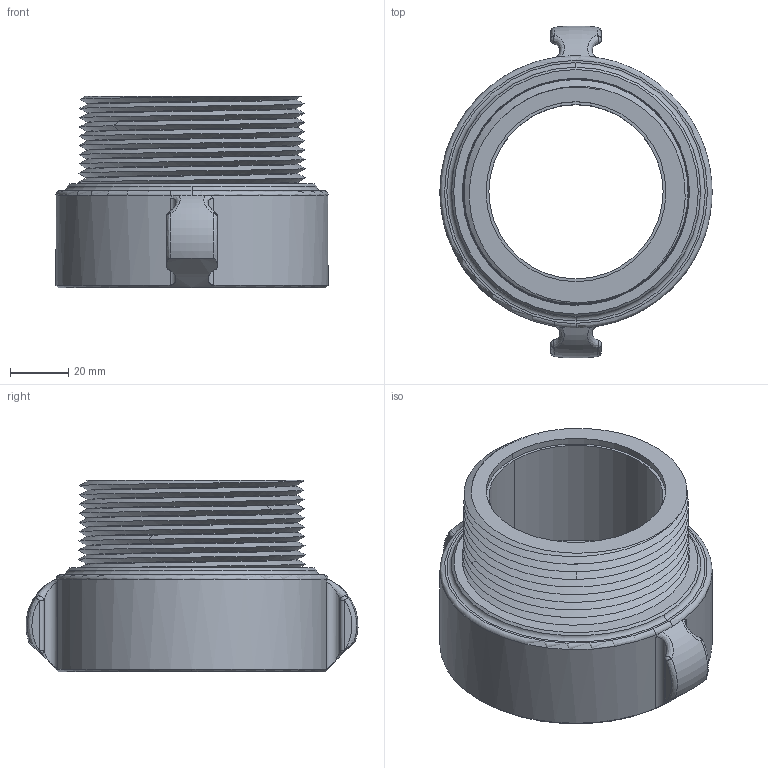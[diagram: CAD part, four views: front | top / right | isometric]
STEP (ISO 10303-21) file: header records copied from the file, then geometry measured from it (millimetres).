
FILE_DESCRIPTION((''),'2;1');
FILE_NAME('C04503_NH_NPT','2013-04-25T',('cknei'),(''),'PRO/ENGINEER BY PARAMETRIC TECHNOLOGY CORPORATION, 2011180','PRO/ENGINEER BY PARAMETRIC TECHNOLOGY CORPORATION, 2011180','');
FILE_SCHEMA(('CONFIG_CONTROL_DESIGN'));
Length unit declared in the file: inch
Products named in the file (1): C04503_NH_NPT
Bounding box: 93.66 x 114.23 x 65.84 mm (x, y, z)
Volume: 145888.9 mm3; surface area: 50799.2 mm2
Topology: 1 solids, 1 shells, 97 faces, 246 edges, 156 vertices
Faces by surface type: cylinder 24, bspline 23, cone 22, plane 14, sphere 8, torus 6
Entity records: 8221 total; most frequent: CARTESIAN_POINT 6162, ORIENTED_EDGE 492, DIRECTION 300, EDGE_CURVE 246, VERTEX_POINT 156, B_SPLINE_CURVE_WITH_KNOTS 139, AXIS2_PLACEMENT_3D 119, EDGE_LOOP 104
